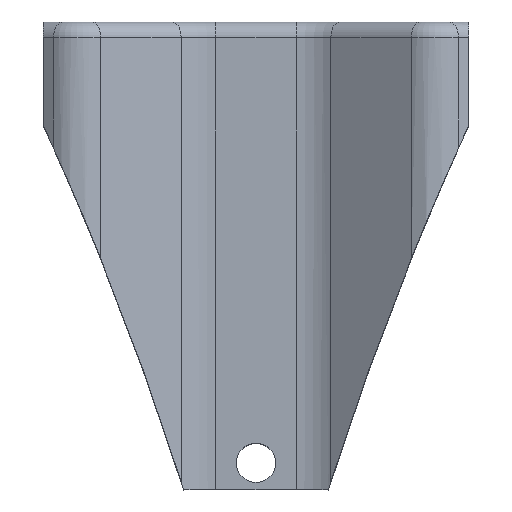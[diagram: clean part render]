
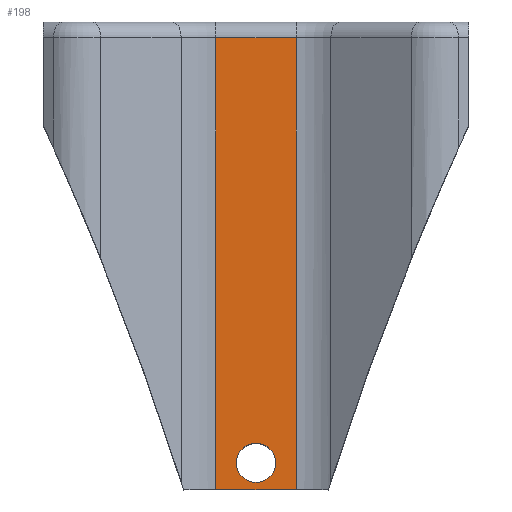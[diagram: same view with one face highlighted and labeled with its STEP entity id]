
A CAD part, top view. The second image highlights one B-rep face of the part: STEP entity #198.
In plain terms, the highlighted planar face has unit normal (0, 0, 1).
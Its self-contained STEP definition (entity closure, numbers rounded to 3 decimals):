
#115 = CARTESIAN_POINT ( 'NONE',  ( 0., -140., 32.5 ) ) ;
#175 = CARTESIAN_POINT ( 'NONE',  ( -18.75, -5., 32.5 ) ) ;
#198 = ADVANCED_FACE ( 'NONE', ( #395, #3153 ), #4270, .T. ) ;
#360 = VERTEX_POINT ( 'NONE', #3238 ) ;
#382 = LINE ( 'NONE', #4077, #2744 ) ;
#395 = FACE_OUTER_BOUND ( 'NONE', #3771, .T. ) ;
#401 = DIRECTION ( 'NONE',  ( 1., 0., 0. ) ) ;
#521 = DIRECTION ( 'NONE',  ( -1., 0., 0. ) ) ;
#754 = DIRECTION ( 'NONE',  ( 0., 1., 0. ) ) ;
#795 = CIRCLE ( 'NONE', #2272, 6.25 ) ;
#900 = VERTEX_POINT ( 'NONE', #1032 ) ;
#902 = LINE ( 'NONE', #2551, #2906 ) ;
#1032 = CARTESIAN_POINT ( 'NONE',  ( 12.705, -5., 32.5 ) ) ;
#1162 = CARTESIAN_POINT ( 'NONE',  ( 12.705, -148.5, 32.5 ) ) ;
#1289 = DIRECTION ( 'NONE',  ( -1., 0., 0. ) ) ;
#1369 = EDGE_CURVE ( 'NONE', #360, #2651, #382, .T. ) ;
#1402 = EDGE_CURVE ( 'NONE', #2934, #2934, #795, .T. ) ;
#1409 = CARTESIAN_POINT ( 'NONE',  ( -12.705, -5., 32.5 ) ) ;
#1492 = ORIENTED_EDGE ( 'NONE', *, *, #1369, .T. ) ;
#1582 = VECTOR ( 'NONE', #1289, 1000. ) ;
#1652 = EDGE_CURVE ( 'NONE', #2651, #900, #902, .T. ) ;
#2079 = ORIENTED_EDGE ( 'NONE', *, *, #1652, .T. ) ;
#2188 = VERTEX_POINT ( 'NONE', #1409 ) ;
#2272 = AXIS2_PLACEMENT_3D ( 'NONE', #115, #3430, #521 ) ;
#2392 = ORIENTED_EDGE ( 'NONE', *, *, #2871, .T. ) ;
#2419 = DIRECTION ( 'NONE',  ( 1., 0., 0. ) ) ;
#2463 = CARTESIAN_POINT ( 'NONE',  ( -12.705, -148.5, 32.5 ) ) ;
#2551 = CARTESIAN_POINT ( 'NONE',  ( 12.705, 0., 32.5 ) ) ;
#2556 = LINE ( 'NONE', #175, #1582 ) ;
#2651 = VERTEX_POINT ( 'NONE', #1162 ) ;
#2744 = VECTOR ( 'NONE', #401, 1000. ) ;
#2871 = EDGE_CURVE ( 'NONE', #900, #2188, #2556, .T. ) ;
#2906 = VECTOR ( 'NONE', #754, 1000. ) ;
#2934 = VERTEX_POINT ( 'NONE', #4575 ) ;
#2958 = ORIENTED_EDGE ( 'NONE', *, *, #1402, .T. ) ;
#3108 = AXIS2_PLACEMENT_3D ( 'NONE', #4663, #4679, #2419 ) ;
#3144 = EDGE_LOOP ( 'NONE', ( #2958 ) ) ;
#3153 = FACE_BOUND ( 'NONE', #3144, .T. ) ;
#3238 = CARTESIAN_POINT ( 'NONE',  ( -12.705, -148.5, 32.5 ) ) ;
#3430 = DIRECTION ( 'NONE',  ( 0., 0., -1. ) ) ;
#3710 = ORIENTED_EDGE ( 'NONE', *, *, #4503, .T. ) ;
#3771 = EDGE_LOOP ( 'NONE', ( #2079, #2392, #3710, #1492 ) ) ;
#4077 = CARTESIAN_POINT ( 'NONE',  ( -18.75, -148.5, 32.5 ) ) ;
#4240 = VECTOR ( 'NONE', #4693, 1000. ) ;
#4270 = PLANE ( 'NONE',  #3108 ) ;
#4353 = LINE ( 'NONE', #2463, #4240 ) ;
#4503 = EDGE_CURVE ( 'NONE', #2188, #360, #4353, .T. ) ;
#4575 = CARTESIAN_POINT ( 'NONE',  ( -6.25, -140., 32.5 ) ) ;
#4663 = CARTESIAN_POINT ( 'NONE',  ( -18.75, -148.5, 32.5 ) ) ;
#4679 = DIRECTION ( 'NONE',  ( 0., 0., 1. ) ) ;
#4693 = DIRECTION ( 'NONE',  ( 0., -1., 0. ) ) ;
